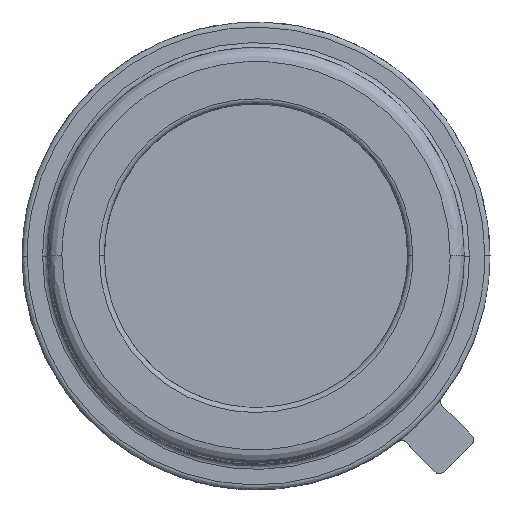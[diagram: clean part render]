
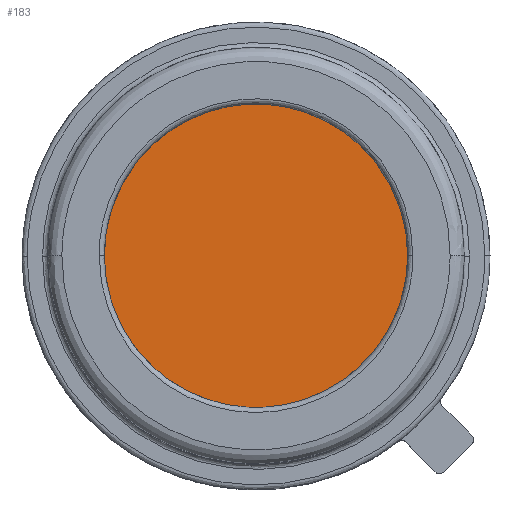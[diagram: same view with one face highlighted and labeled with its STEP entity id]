
A CAD part, top view. The second image highlights one B-rep face of the part: STEP entity #183.
In plain terms, the highlighted free-form (B-spline) face has degree [1, 1] with [2, 2] control points.
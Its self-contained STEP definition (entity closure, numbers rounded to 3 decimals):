
#183 = ADVANCED_FACE('',(#184),#206,.T.);
#184 = FACE_BOUND('',#185,.T.);
#185 = EDGE_LOOP('',(#186,#198));
#186 = ORIENTED_EDGE('',*,*,#187,.T.);
#187 = EDGE_CURVE('',#188,#190,#192,.T.);
#188 = VERTEX_POINT('',#189);
#189 = CARTESIAN_POINT('',(2.628,-0.007,
    3.326));
#190 = VERTEX_POINT('',#191);
#191 = CARTESIAN_POINT('',(-2.628,0.007,
    3.326));
#192 = ( BOUNDED_CURVE() B_SPLINE_CURVE(2,(#193,#194,#195,#196,#197),
.UNSPECIFIED.,.F.,.F.) B_SPLINE_CURVE_WITH_KNOTS((3,2,3),(0.,
5.026,10.053),.PIECEWISE_BEZIER_KNOTS.) CURVE() 
GEOMETRIC_REPRESENTATION_ITEM() RATIONAL_B_SPLINE_CURVE((1.,
0.707,1.,0.707,1.)) REPRESENTATION_ITEM('') );
#193 = CARTESIAN_POINT('',(2.628,-0.007,
    3.326));
#194 = CARTESIAN_POINT('',(2.635,2.62,3.326)
  );
#195 = CARTESIAN_POINT('',(0.007,2.628,
    3.326));
#196 = CARTESIAN_POINT('',(-2.62,2.635,3.326
    ));
#197 = CARTESIAN_POINT('',(-2.628,0.007,
    3.326));
#198 = ORIENTED_EDGE('',*,*,#199,.T.);
#199 = EDGE_CURVE('',#190,#188,#200,.T.);
#200 = ( BOUNDED_CURVE() B_SPLINE_CURVE(2,(#201,#202,#203,#204,#205),
.UNSPECIFIED.,.F.,.F.) B_SPLINE_CURVE_WITH_KNOTS((3,2,3),(10.053
,15.079,20.106),.PIECEWISE_BEZIER_KNOTS.) CURVE() 
GEOMETRIC_REPRESENTATION_ITEM() RATIONAL_B_SPLINE_CURVE((1.,
0.707,1.,0.707,1.)) REPRESENTATION_ITEM('') );
#201 = CARTESIAN_POINT('',(-2.628,0.007,
    3.326));
#202 = CARTESIAN_POINT('',(-2.635,-2.62,
    3.326));
#203 = CARTESIAN_POINT('',(-0.007,-2.628,
    3.326));
#204 = CARTESIAN_POINT('',(2.62,-2.635,3.326
    ));
#205 = CARTESIAN_POINT('',(2.628,-0.007,
    3.326));
#206 = B_SPLINE_SURFACE_WITH_KNOTS('',1,1,(
    (#207,#208)
    ,(#209,#210
    )),.UNSPECIFIED.,.F.,.F.,.F.,(2,2),(2,2),(-7.824,
    -1.406),(1.55,7.968),
  .PIECEWISE_BEZIER_KNOTS.);
#207 = CARTESIAN_POINT('',(-2.635,-2.635,
    3.326));
#208 = CARTESIAN_POINT('',(-2.635,2.635,3.326
    ));
#209 = CARTESIAN_POINT('',(2.635,-2.635,3.326
    ));
#210 = CARTESIAN_POINT('',(2.635,2.635,3.326)
  );
